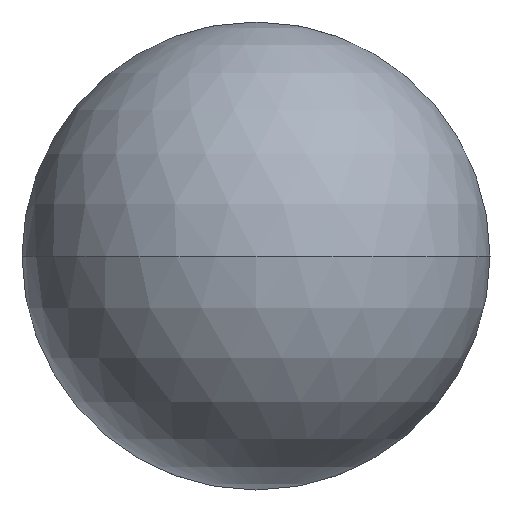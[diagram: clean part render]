
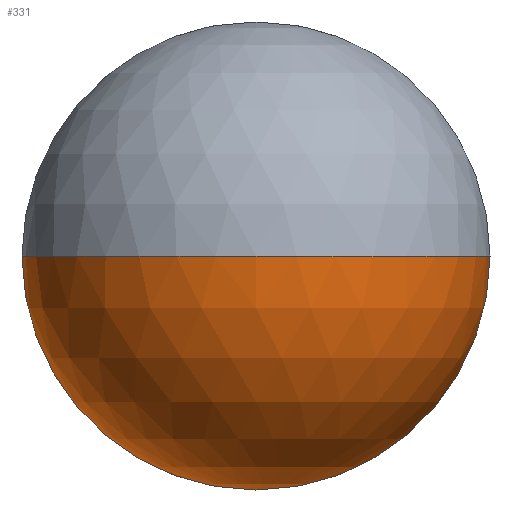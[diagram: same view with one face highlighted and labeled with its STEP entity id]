
A CAD part, left-side view. The second image highlights one B-rep face of the part: STEP entity #331.
In plain terms, the highlighted spherical face has radius 9.5 mm.
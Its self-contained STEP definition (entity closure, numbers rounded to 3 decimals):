
#9 = CIRCLE ( 'NONE', #149, 9.5 ) ;
#16 = CARTESIAN_POINT ( 'NONE',  ( 9.5, 0., 0. ) ) ;
#28 = CIRCLE ( 'NONE', #216, 9.5 ) ;
#33 = ORIENTED_EDGE ( 'NONE', *, *, #390, .F. ) ;
#39 = CIRCLE ( 'NONE', #363, 9.5 ) ;
#48 = DIRECTION ( 'NONE',  ( 0., 0., -1. ) ) ;
#55 = DIRECTION ( 'NONE',  ( 0., 1., 0. ) ) ;
#65 = CARTESIAN_POINT ( 'NONE',  ( 9.5, 9.5, 0. ) ) ;
#69 = CARTESIAN_POINT ( 'NONE',  ( 9.5, 0., 0. ) ) ;
#72 = FACE_OUTER_BOUND ( 'NONE', #192, .T. ) ;
#90 = CARTESIAN_POINT ( 'NONE',  ( 0., 0., 0. ) ) ;
#91 = ORIENTED_EDGE ( 'NONE', *, *, #205, .T. ) ;
#92 = DIRECTION ( 'NONE',  ( -1., 0., 0. ) ) ;
#94 = DIRECTION ( 'NONE',  ( -1., 0., 0. ) ) ;
#123 = ORIENTED_EDGE ( 'NONE', *, *, #257, .T. ) ;
#137 = AXIS2_PLACEMENT_3D ( 'NONE', #282, #92, #346 ) ;
#140 = VERTEX_POINT ( 'NONE', #182 ) ;
#147 = CARTESIAN_POINT ( 'NONE',  ( 9.5, 0., 0. ) ) ;
#148 = EDGE_CURVE ( 'NONE', #140, #247, #9, .T. ) ;
#149 = AXIS2_PLACEMENT_3D ( 'NONE', #147, #271, #55 ) ;
#164 = AXIS2_PLACEMENT_3D ( 'NONE', #16, #48, #299 ) ;
#171 = DIRECTION ( 'NONE',  ( 1., 0., 0. ) ) ;
#182 = CARTESIAN_POINT ( 'NONE',  ( 9.5, -9.5, 0. ) ) ;
#192 = EDGE_LOOP ( 'NONE', ( #123, #91, #364, #33 ) ) ;
#205 = EDGE_CURVE ( 'NONE', #262, #140, #39, .T. ) ;
#216 = AXIS2_PLACEMENT_3D ( 'NONE', #69, #297, #171 ) ;
#223 = CARTESIAN_POINT ( 'NONE',  ( 9.5, 0., 0. ) ) ;
#247 = VERTEX_POINT ( 'NONE', #90 ) ;
#257 = EDGE_CURVE ( 'NONE', #258, #262, #311, .T. ) ;
#258 = VERTEX_POINT ( 'NONE', #65 ) ;
#262 = VERTEX_POINT ( 'NONE', #374 ) ;
#271 = DIRECTION ( 'NONE',  ( 0., 0., -1. ) ) ;
#282 = CARTESIAN_POINT ( 'NONE',  ( 9.5, 0., 0. ) ) ;
#297 = DIRECTION ( 'NONE',  ( 0., 0., 1. ) ) ;
#299 = DIRECTION ( 'NONE',  ( 0., 1., 0. ) ) ;
#311 = CIRCLE ( 'NONE', #137, 9.5 ) ;
#322 = DIRECTION ( 'NONE',  ( 0., 0., 1. ) ) ;
#325 = SPHERICAL_SURFACE ( 'NONE', #164, 9.5 ) ;
#331 = ADVANCED_FACE ( 'NONE', ( #72 ), #325, .T. ) ;
#346 = DIRECTION ( 'NONE',  ( 0., 0., 1. ) ) ;
#363 = AXIS2_PLACEMENT_3D ( 'NONE', #223, #94, #322 ) ;
#364 = ORIENTED_EDGE ( 'NONE', *, *, #148, .T. ) ;
#374 = CARTESIAN_POINT ( 'NONE',  ( 9.5, 0., -9.5 ) ) ;
#390 = EDGE_CURVE ( 'NONE', #258, #247, #28, .T. ) ;
